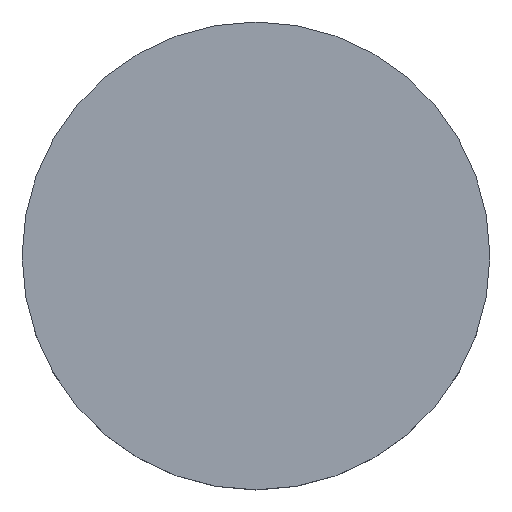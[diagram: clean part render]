
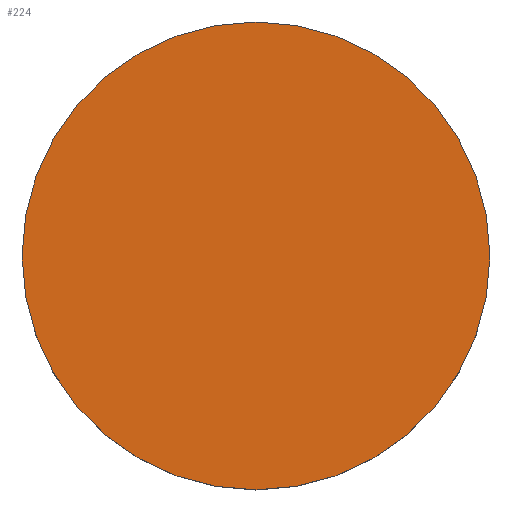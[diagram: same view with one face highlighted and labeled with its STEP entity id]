
A CAD part, top view. The second image highlights one B-rep face of the part: STEP entity #224.
In plain terms, the highlighted planar face has unit normal (0, 0, 1).
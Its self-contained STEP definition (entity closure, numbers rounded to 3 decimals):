
#23 = DIRECTION ( 'NONE',  ( 1., 0., 0. ) ) ;
#70 = AXIS2_PLACEMENT_3D ( 'NONE', #328, #496, #372 ) ;
#74 = CARTESIAN_POINT ( 'NONE',  ( 0., 0., 0.8 ) ) ;
#92 = CARTESIAN_POINT ( 'NONE',  ( 2.375, 0., 0.8 ) ) ;
#104 = DIRECTION ( 'NONE',  ( 1., 0., 0. ) ) ;
#112 = ORIENTED_EDGE ( 'NONE', *, *, #136, .T. ) ;
#114 = DIRECTION ( 'NONE',  ( 0., 0., 1. ) ) ;
#136 = EDGE_CURVE ( 'NONE', #469, #465, #509, .T. ) ;
#155 = AXIS2_PLACEMENT_3D ( 'NONE', #238, #234, #23 ) ;
#161 = EDGE_CURVE ( 'NONE', #465, #469, #362, .T. ) ;
#175 = EDGE_LOOP ( 'NONE', ( #112, #535 ) ) ;
#184 = AXIS2_PLACEMENT_3D ( 'NONE', #74, #114, #104 ) ;
#199 = FACE_OUTER_BOUND ( 'NONE', #175, .T. ) ;
#224 = ADVANCED_FACE ( 'NONE', ( #199 ), #236, .T. ) ;
#234 = DIRECTION ( 'NONE',  ( 0., 0., 1. ) ) ;
#236 = PLANE ( 'NONE',  #155 ) ;
#238 = CARTESIAN_POINT ( 'NONE',  ( 0., 0., 0.8 ) ) ;
#262 = CARTESIAN_POINT ( 'NONE',  ( -2.375, 0., 0.8 ) ) ;
#328 = CARTESIAN_POINT ( 'NONE',  ( 0., 0., 0.8 ) ) ;
#362 = CIRCLE ( 'NONE', #184, 2.375 ) ;
#372 = DIRECTION ( 'NONE',  ( 1., 0., 0. ) ) ;
#465 = VERTEX_POINT ( 'NONE', #92 ) ;
#469 = VERTEX_POINT ( 'NONE', #262 ) ;
#496 = DIRECTION ( 'NONE',  ( 0., 0., 1. ) ) ;
#509 = CIRCLE ( 'NONE', #70, 2.375 ) ;
#535 = ORIENTED_EDGE ( 'NONE', *, *, #161, .T. ) ;
